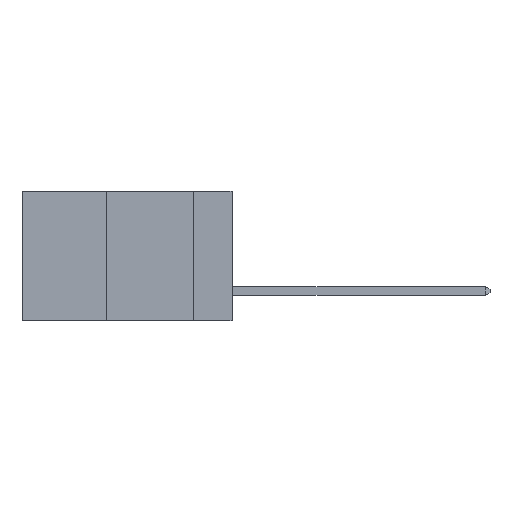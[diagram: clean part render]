
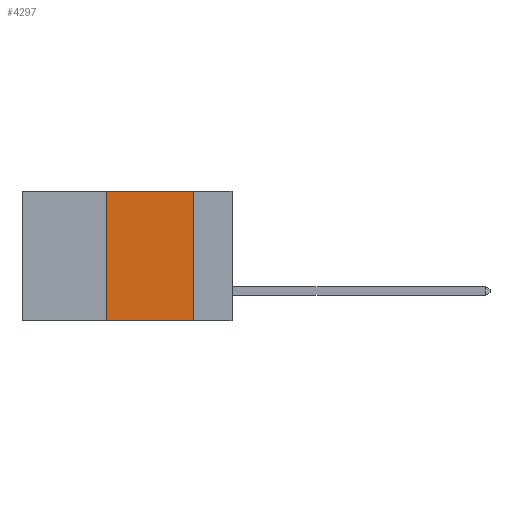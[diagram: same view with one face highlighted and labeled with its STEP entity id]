
A CAD part, left-side view. The second image highlights one B-rep face of the part: STEP entity #4297.
In plain terms, the highlighted planar face has unit normal (-1, 0, 0).
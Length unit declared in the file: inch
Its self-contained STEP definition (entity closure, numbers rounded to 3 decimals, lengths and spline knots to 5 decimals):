
#258 = VERTEX_POINT ( 'NONE', #13646 ) ;
#339 = VECTOR ( 'NONE', #5524, 39.37008 ) ;
#1011 = AXIS2_PLACEMENT_3D ( 'NONE', #11919, #12173, #12125 ) ;
#1065 = FACE_OUTER_BOUND ( 'NONE', #1132, .T. ) ;
#1132 = EDGE_LOOP ( 'NONE', ( #2620, #10335, #2043, #12573 ) ) ;
#2043 = ORIENTED_EDGE ( 'NONE', *, *, #13333, .F. ) ;
#2620 = ORIENTED_EDGE ( 'NONE', *, *, #12587, .F. ) ;
#2665 = DIRECTION ( 'NONE',  ( 0., -1., 0. ) ) ;
#2793 = VERTEX_POINT ( 'NONE', #16442 ) ;
#3863 = EDGE_CURVE ( 'NONE', #8682, #12691, #8169, .T. ) ;
#4297 = ADVANCED_FACE ( 'NONE', ( #1065 ), #11984, .F. ) ;
#4749 = CARTESIAN_POINT ( 'NONE',  ( 0., 0.6, 0. ) ) ;
#5524 = DIRECTION ( 'NONE',  ( 0., 0., -1. ) ) ;
#5628 = VECTOR ( 'NONE', #9072, 39.37008 ) ;
#6006 = CARTESIAN_POINT ( 'NONE',  ( 0., 0.36, 0. ) ) ;
#6557 = CARTESIAN_POINT ( 'NONE',  ( 0., 0.36, 0. ) ) ;
#6584 = CARTESIAN_POINT ( 'NONE',  ( 0., 0.6, -0.37 ) ) ;
#7701 = VECTOR ( 'NONE', #2665, 39.37008 ) ;
#8090 = DIRECTION ( 'NONE',  ( 0., -1., 0. ) ) ;
#8169 = LINE ( 'NONE', #4749, #7701 ) ;
#8682 = VERTEX_POINT ( 'NONE', #6557 ) ;
#9072 = DIRECTION ( 'NONE',  ( 0., 0., 1. ) ) ;
#10335 = ORIENTED_EDGE ( 'NONE', *, *, #3863, .F. ) ;
#11534 = VECTOR ( 'NONE', #8090, 39.37008 ) ;
#11919 = CARTESIAN_POINT ( 'NONE',  ( 0., 0.6, 0. ) ) ;
#11984 = PLANE ( 'NONE',  #1011 ) ;
#12125 = DIRECTION ( 'NONE',  ( 0., 0., -1. ) ) ;
#12173 = DIRECTION ( 'NONE',  ( 1., 0., 0. ) ) ;
#12442 = LINE ( 'NONE', #6584, #11534 ) ;
#12573 = ORIENTED_EDGE ( 'NONE', *, *, #14255, .T. ) ;
#12587 = EDGE_CURVE ( 'NONE', #12691, #258, #16073, .T. ) ;
#12691 = VERTEX_POINT ( 'NONE', #15872 ) ;
#13333 = EDGE_CURVE ( 'NONE', #2793, #8682, #17096, .T. ) ;
#13646 = CARTESIAN_POINT ( 'NONE',  ( 0., 0.11, -0.37 ) ) ;
#14255 = EDGE_CURVE ( 'NONE', #2793, #258, #12442, .T. ) ;
#15697 = CARTESIAN_POINT ( 'NONE',  ( 0., 0.11, 0. ) ) ;
#15872 = CARTESIAN_POINT ( 'NONE',  ( 0., 0.11, 0. ) ) ;
#16073 = LINE ( 'NONE', #15697, #339 ) ;
#16442 = CARTESIAN_POINT ( 'NONE',  ( 0., 0.36, -0.37 ) ) ;
#17096 = LINE ( 'NONE', #6006, #5628 ) ;
